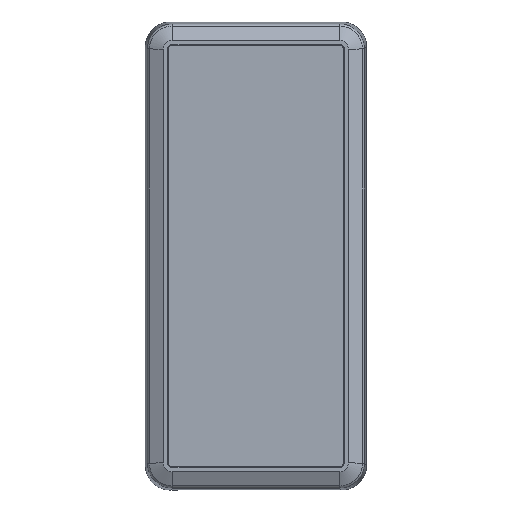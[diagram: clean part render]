
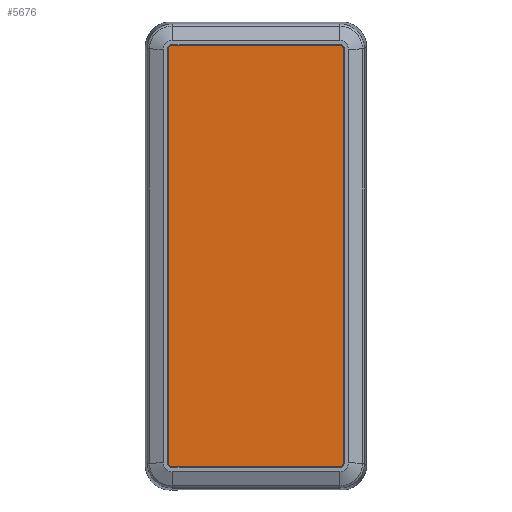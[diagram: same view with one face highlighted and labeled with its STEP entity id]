
A CAD part, front view. The second image highlights one B-rep face of the part: STEP entity #5676.
In plain terms, the highlighted planar face has unit normal (0, -1, 0).
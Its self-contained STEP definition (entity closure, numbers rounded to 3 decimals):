
#559=CIRCLE('',#6248,1.5);
#560=CIRCLE('',#6250,1.5);
#613=CIRCLE('',#6357,1.5);
#614=CIRCLE('',#6358,1.5);
#1072=FACE_OUTER_BOUND('',#1602,.T.);
#1602=EDGE_LOOP('',(#4959,#4960,#4961,#4962,#4963,#4964,#4965,#4966));
#1906=LINE('',#9833,#2278);
#1909=LINE('',#9846,#2281);
#1969=LINE('',#10498,#2341);
#1970=LINE('',#10502,#2342);
#2278=VECTOR('',#7682,10.);
#2281=VECTOR('',#7689,10.);
#2341=VECTOR('',#7959,10.);
#2342=VECTOR('',#7962,10.);
#2783=VERTEX_POINT('',#9825);
#2784=VERTEX_POINT('',#9827);
#2785=VERTEX_POINT('',#9831);
#2786=VERTEX_POINT('',#9840);
#2787=VERTEX_POINT('',#9844);
#2878=VERTEX_POINT('',#10497);
#2879=VERTEX_POINT('',#10499);
#2880=VERTEX_POINT('',#10501);
#3456=EDGE_CURVE('',#2784,#2783,#559,.T.);
#3459=EDGE_CURVE('',#2785,#2783,#1906,.T.);
#3461=EDGE_CURVE('',#2785,#2786,#560,.T.);
#3463=EDGE_CURVE('',#2787,#2786,#1909,.T.);
#3591=EDGE_CURVE('',#2784,#2878,#1969,.T.);
#3592=EDGE_CURVE('',#2787,#2879,#613,.T.);
#3593=EDGE_CURVE('',#2880,#2879,#1970,.T.);
#3594=EDGE_CURVE('',#2880,#2878,#614,.T.);
#4959=ORIENTED_EDGE('',*,*,#3591,.F.);
#4960=ORIENTED_EDGE('',*,*,#3456,.T.);
#4961=ORIENTED_EDGE('',*,*,#3459,.F.);
#4962=ORIENTED_EDGE('',*,*,#3461,.T.);
#4963=ORIENTED_EDGE('',*,*,#3463,.F.);
#4964=ORIENTED_EDGE('',*,*,#3592,.T.);
#4965=ORIENTED_EDGE('',*,*,#3593,.F.);
#4966=ORIENTED_EDGE('',*,*,#3594,.T.);
#5316=PLANE('',#6356);
#5676=ADVANCED_FACE('',(#1072),#5316,.F.);
#6248=AXIS2_PLACEMENT_3D('',#9828,#7676,#7677);
#6250=AXIS2_PLACEMENT_3D('',#9842,#7684,#7685);
#6356=AXIS2_PLACEMENT_3D('',#10496,#7957,#7958);
#6357=AXIS2_PLACEMENT_3D('',#10500,#7960,#7961);
#6358=AXIS2_PLACEMENT_3D('',#10503,#7963,#7964);
#7676=DIRECTION('center_axis',(0.,-1.,0.));
#7677=DIRECTION('ref_axis',(0.,0.,-1.));
#7682=DIRECTION('',(0.,0.,1.));
#7684=DIRECTION('center_axis',(0.,-1.,0.));
#7685=DIRECTION('ref_axis',(1.,0.,0.));
#7689=DIRECTION('',(-1.,0.,0.));
#7957=DIRECTION('center_axis',(0.,1.,0.));
#7958=DIRECTION('ref_axis',(0.,0.,1.));
#7959=DIRECTION('',(1.,0.,0.));
#7960=DIRECTION('center_axis',(0.,-1.,0.));
#7961=DIRECTION('ref_axis',(0.,0.,1.));
#7962=DIRECTION('',(0.,0.,-1.));
#7963=DIRECTION('center_axis',(0.,-1.,0.));
#7964=DIRECTION('ref_axis',(-1.,0.,0.));
#9825=CARTESIAN_POINT('',(-35.475,-2.98,83.925));
#9827=CARTESIAN_POINT('',(-33.975,-2.98,85.425));
#9828=CARTESIAN_POINT('Origin',(-33.975,-2.98,83.925));
#9831=CARTESIAN_POINT('',(-35.475,-2.98,-83.925));
#9833=CARTESIAN_POINT('',(-35.475,-2.98,-83.925));
#9840=CARTESIAN_POINT('',(-33.975,-2.98,-85.425));
#9842=CARTESIAN_POINT('Origin',(-33.975,-2.98,-83.925));
#9844=CARTESIAN_POINT('',(33.975,-2.98,-85.425));
#9846=CARTESIAN_POINT('',(33.975,-2.98,-85.425));
#10496=CARTESIAN_POINT('Origin',(0.,-2.98,
0.));
#10497=CARTESIAN_POINT('',(33.975,-2.98,85.425));
#10498=CARTESIAN_POINT('',(-33.975,-2.98,85.425));
#10499=CARTESIAN_POINT('',(35.475,-2.98,-83.925));
#10500=CARTESIAN_POINT('Origin',(33.975,-2.98,-83.925));
#10501=CARTESIAN_POINT('',(35.475,-2.98,83.925));
#10502=CARTESIAN_POINT('',(35.475,-2.98,83.925));
#10503=CARTESIAN_POINT('Origin',(33.975,-2.98,83.925));
